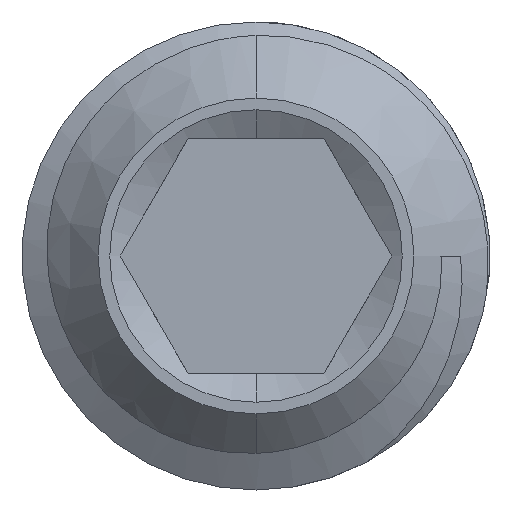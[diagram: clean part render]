
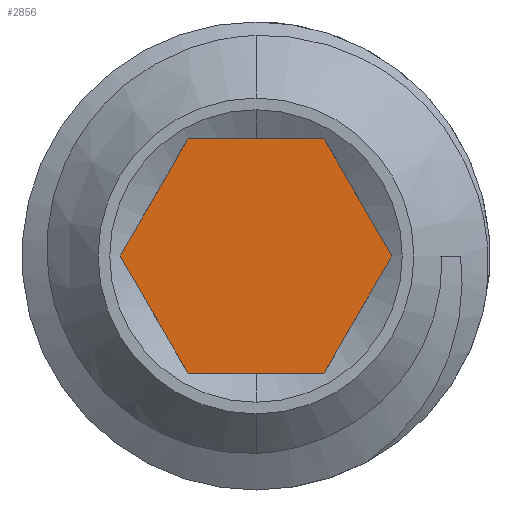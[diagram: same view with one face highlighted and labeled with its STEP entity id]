
A CAD part, front view. The second image highlights one B-rep face of the part: STEP entity #2856.
In plain terms, the highlighted planar face has unit normal (0, -1, 0).
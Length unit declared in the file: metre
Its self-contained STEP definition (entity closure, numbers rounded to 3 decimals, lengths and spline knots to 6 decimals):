
#22 = EDGE_CURVE ( 'NONE', #1817, #1423, #852, .T. ) ;
#41 = DIRECTION ( 'NONE',  ( 0.5, 0., -0.866 ) ) ;
#152 = FACE_OUTER_BOUND ( 'NONE', #1358, .T. ) ;
#193 = CARTESIAN_POINT ( 'NONE',  ( 0.002321, 0.005, 0. ) ) ;
#221 = EDGE_CURVE ( 'NONE', #2248, #2974, #2630, .T. ) ;
#249 = CARTESIAN_POINT ( 'NONE',  ( -0.00116, 0.005, 0.00201 ) ) ;
#312 = ORIENTED_EDGE ( 'NONE', *, *, #370, .T. ) ;
#335 = DIRECTION ( 'NONE',  ( 0.5, 0., 0.866 ) ) ;
#354 = CARTESIAN_POINT ( 'NONE',  ( -0.00116, 0.005, -0.00201 ) ) ;
#370 = EDGE_CURVE ( 'NONE', #2974, #2260, #1236, .T. ) ;
#412 = VECTOR ( 'NONE', #335, 1. ) ;
#414 = CARTESIAN_POINT ( 'NONE',  ( -0.002321, 0.005, 0. ) ) ;
#441 = VECTOR ( 'NONE', #1340, 1. ) ;
#456 = DIRECTION ( 'NONE',  ( 1., 0., 0. ) ) ;
#489 = VECTOR ( 'NONE', #1140, 1. ) ;
#502 = ORIENTED_EDGE ( 'NONE', *, *, #1069, .T. ) ;
#545 = CARTESIAN_POINT ( 'NONE',  ( 0.00116, 0.005, 0.00201 ) ) ;
#591 = CARTESIAN_POINT ( 'NONE',  ( 0.002321, 0.005, 0. ) ) ;
#622 = ORIENTED_EDGE ( 'NONE', *, *, #2340, .T. ) ;
#852 = LINE ( 'NONE', #193, #441 ) ;
#863 = CARTESIAN_POINT ( 'NONE',  ( 0., 0.005, 0. ) ) ;
#930 = VECTOR ( 'NONE', #41, 1. ) ;
#1056 = ORIENTED_EDGE ( 'NONE', *, *, #1965, .T. ) ;
#1069 = EDGE_CURVE ( 'NONE', #1423, #2248, #2773, .T. ) ;
#1102 = VERTEX_POINT ( 'NONE', #2294 ) ;
#1140 = DIRECTION ( 'NONE',  ( -1., 0., 0. ) ) ;
#1236 = LINE ( 'NONE', #2881, #930 ) ;
#1254 = DIRECTION ( 'NONE',  ( -0.5, 0., -0.866 ) ) ;
#1306 = ORIENTED_EDGE ( 'NONE', *, *, #22, .T. ) ;
#1340 = DIRECTION ( 'NONE',  ( -0.5, 0., 0.866 ) ) ;
#1358 = EDGE_LOOP ( 'NONE', ( #622, #1306, #502, #2240, #312, #1056 ) ) ;
#1423 = VERTEX_POINT ( 'NONE', #545 ) ;
#1496 = LINE ( 'NONE', #2436, #412 ) ;
#1559 = PLANE ( 'NONE',  #2293 ) ;
#1594 = DIRECTION ( 'NONE',  ( 0., -1., 0. ) ) ;
#1600 = CARTESIAN_POINT ( 'NONE',  ( 0.00116, 0.005, 0.00201 ) ) ;
#1634 = CARTESIAN_POINT ( 'NONE',  ( -0.00116, 0.005, -0.00201 ) ) ;
#1817 = VERTEX_POINT ( 'NONE', #591 ) ;
#1965 = EDGE_CURVE ( 'NONE', #2260, #1102, #2583, .T. ) ;
#2002 = CARTESIAN_POINT ( 'NONE',  ( -0.00116, 0.005, 0.00201 ) ) ;
#2052 = DIRECTION ( 'NONE',  ( 0., 0., -1. ) ) ;
#2240 = ORIENTED_EDGE ( 'NONE', *, *, #221, .T. ) ;
#2248 = VERTEX_POINT ( 'NONE', #2002 ) ;
#2260 = VERTEX_POINT ( 'NONE', #354 ) ;
#2293 = AXIS2_PLACEMENT_3D ( 'NONE', #863, #1594, #2052 ) ;
#2294 = CARTESIAN_POINT ( 'NONE',  ( 0.00116, 0.005, -0.00201 ) ) ;
#2340 = EDGE_CURVE ( 'NONE', #1102, #1817, #1496, .T. ) ;
#2436 = CARTESIAN_POINT ( 'NONE',  ( 0.00116, 0.005, -0.00201 ) ) ;
#2583 = LINE ( 'NONE', #1634, #2719 ) ;
#2630 = LINE ( 'NONE', #249, #2703 ) ;
#2703 = VECTOR ( 'NONE', #1254, 1. ) ;
#2719 = VECTOR ( 'NONE', #456, 1. ) ;
#2773 = LINE ( 'NONE', #1600, #489 ) ;
#2856 = ADVANCED_FACE ( 'NONE', ( #152 ), #1559, .T. ) ;
#2881 = CARTESIAN_POINT ( 'NONE',  ( -0.002321, 0.005, 0. ) ) ;
#2974 = VERTEX_POINT ( 'NONE', #414 ) ;
